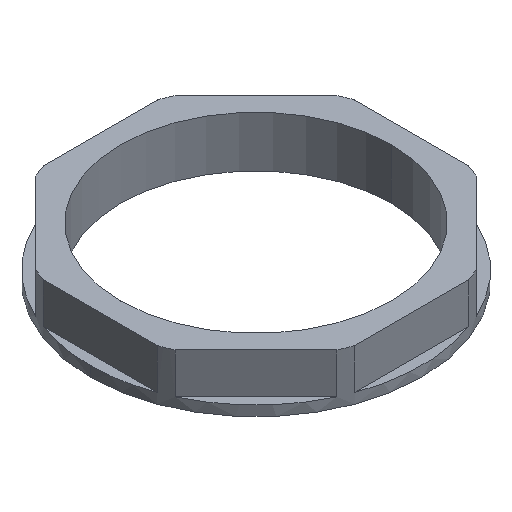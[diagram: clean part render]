
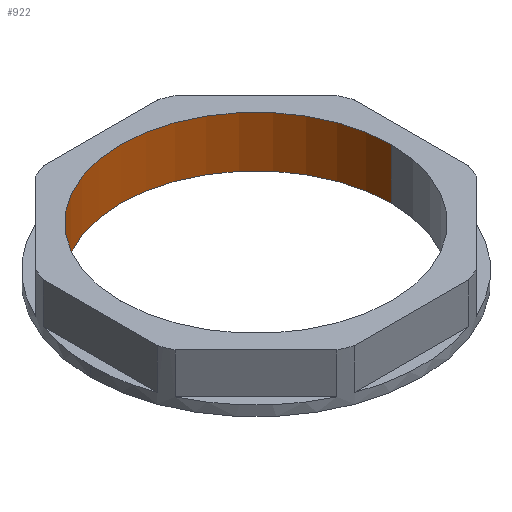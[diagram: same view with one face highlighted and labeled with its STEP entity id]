
A CAD part, isometric view. The second image highlights one B-rep face of the part: STEP entity #922.
In plain terms, the highlighted cylindrical face has radius 20 mm (diameter 40 mm), a partial arc.
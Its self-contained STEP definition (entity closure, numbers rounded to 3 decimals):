
#4 = ORIENTED_EDGE ( 'NONE', *, *, #660, .F. ) ;
#29 = DIRECTION ( 'NONE',  ( 0., 0., -1. ) ) ;
#63 = ORIENTED_EDGE ( 'NONE', *, *, #159, .F. ) ;
#66 = AXIS2_PLACEMENT_3D ( 'NONE', #392, #412, #225 ) ;
#81 = CARTESIAN_POINT ( 'NONE',  ( 20., 0., 0. ) ) ;
#103 = DIRECTION ( 'NONE',  ( 1., 0., 0. ) ) ;
#130 = EDGE_CURVE ( 'NONE', #505, #823, #421, .T. ) ;
#156 = DIRECTION ( 'NONE',  ( 0., 0., 1. ) ) ;
#159 = EDGE_CURVE ( 'NONE', #541, #823, #759, .T. ) ;
#163 = AXIS2_PLACEMENT_3D ( 'NONE', #975, #195, #103 ) ;
#195 = DIRECTION ( 'NONE',  ( 0., 0., 1. ) ) ;
#198 = CARTESIAN_POINT ( 'NONE',  ( -20., 0., 7.5 ) ) ;
#225 = DIRECTION ( 'NONE',  ( 1., 0., 0. ) ) ;
#227 = VECTOR ( 'NONE', #707, 1000. ) ;
#323 = CARTESIAN_POINT ( 'NONE',  ( 20., 0., 0. ) ) ;
#338 = CIRCLE ( 'NONE', #66, 20. ) ;
#365 = CARTESIAN_POINT ( 'NONE',  ( 0., 0., 7.5 ) ) ;
#392 = CARTESIAN_POINT ( 'NONE',  ( 0., 0., 0. ) ) ;
#412 = DIRECTION ( 'NONE',  ( 0., 0., -1. ) ) ;
#421 = LINE ( 'NONE', #323, #614 ) ;
#505 = VERTEX_POINT ( 'NONE', #81 ) ;
#541 = VERTEX_POINT ( 'NONE', #198 ) ;
#561 = CARTESIAN_POINT ( 'NONE',  ( -20., 0., 0. ) ) ;
#595 = ORIENTED_EDGE ( 'NONE', *, *, #130, .T. ) ;
#614 = VECTOR ( 'NONE', #156, 1000. ) ;
#624 = CYLINDRICAL_SURFACE ( 'NONE', #163, 20. ) ;
#660 = EDGE_CURVE ( 'NONE', #703, #541, #809, .T. ) ;
#688 = CARTESIAN_POINT ( 'NONE',  ( 20., 0., 7.5 ) ) ;
#696 = EDGE_CURVE ( 'NONE', #703, #505, #338, .T. ) ;
#703 = VERTEX_POINT ( 'NONE', #764 ) ;
#707 = DIRECTION ( 'NONE',  ( 0., 0., 1. ) ) ;
#759 = CIRCLE ( 'NONE', #1025, 20. ) ;
#764 = CARTESIAN_POINT ( 'NONE',  ( -20., 0., 0. ) ) ;
#803 = FACE_OUTER_BOUND ( 'NONE', #971, .T. ) ;
#809 = LINE ( 'NONE', #561, #227 ) ;
#823 = VERTEX_POINT ( 'NONE', #688 ) ;
#922 = ADVANCED_FACE ( 'NONE', ( #803 ), #624, .F. ) ;
#971 = EDGE_LOOP ( 'NONE', ( #4, #1011, #595, #63 ) ) ;
#975 = CARTESIAN_POINT ( 'NONE',  ( 0., 0., 0. ) ) ;
#1011 = ORIENTED_EDGE ( 'NONE', *, *, #696, .T. ) ;
#1025 = AXIS2_PLACEMENT_3D ( 'NONE', #365, #29, #1060 ) ;
#1060 = DIRECTION ( 'NONE',  ( 1., 0., 0. ) ) ;
